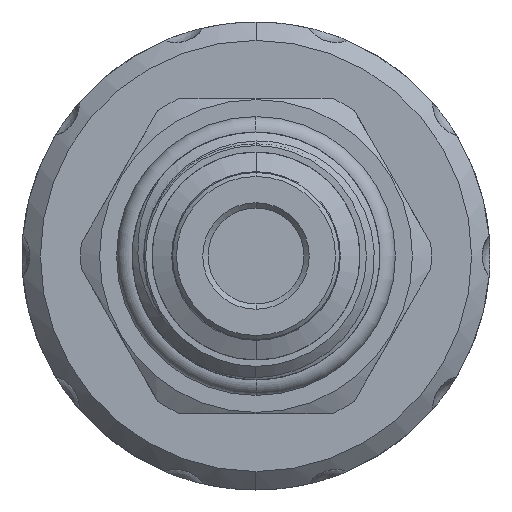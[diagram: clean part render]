
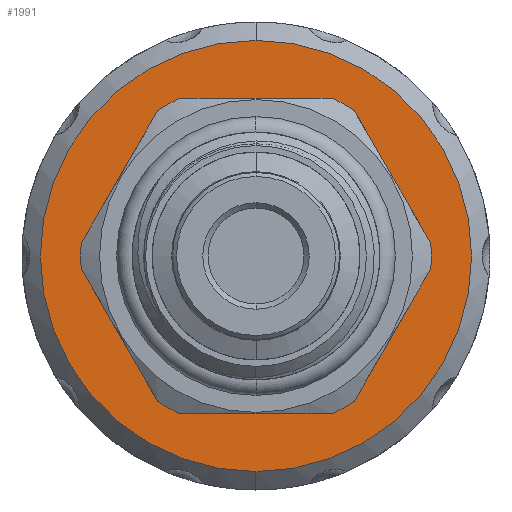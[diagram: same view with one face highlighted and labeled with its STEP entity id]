
A CAD part, left-side view. The second image highlights one B-rep face of the part: STEP entity #1991.
In plain terms, the highlighted planar face has unit normal (-1, 0, 0).
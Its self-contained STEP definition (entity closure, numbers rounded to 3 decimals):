
#555 = DIRECTION ( 'NONE',  ( 0., 0., -1. ) ) ;
#805 = ORIENTED_EDGE ( 'NONE', *, *, #32773, .F. ) ;
#1575 = CIRCLE ( 'NONE', #12855, 16.4 ) ;
#1991 = ADVANCED_FACE ( 'NONE', ( #30325, #33951 ), #30104, .F. ) ;
#2060 = AXIS2_PLACEMENT_3D ( 'NONE', #17454, #8796, #555 ) ;
#2296 = EDGE_LOOP ( 'NONE', ( #19280, #3861 ) ) ;
#2532 = DIRECTION ( 'NONE',  ( 1., 0., 0. ) ) ;
#2672 = AXIS2_PLACEMENT_3D ( 'NONE', #7230, #27433, #12954 ) ;
#3861 = ORIENTED_EDGE ( 'NONE', *, *, #21457, .T. ) ;
#4301 = EDGE_CURVE ( 'NONE', #23651, #22937, #24948, .T. ) ;
#7230 = CARTESIAN_POINT ( 'NONE',  ( 17.15, 0., 0. ) ) ;
#8796 = DIRECTION ( 'NONE',  ( 1., 0., 0. ) ) ;
#10457 = DIRECTION ( 'NONE',  ( 0., 0., -1. ) ) ;
#10882 = CARTESIAN_POINT ( 'NONE',  ( 17.15, 0., -16.4 ) ) ;
#12855 = AXIS2_PLACEMENT_3D ( 'NONE', #27846, #36381, #10457 ) ;
#12954 = DIRECTION ( 'NONE',  ( 0., 0., -1. ) ) ;
#13077 = CARTESIAN_POINT ( 'NONE',  ( 17.15, -11.85, 0. ) ) ;
#14299 = EDGE_CURVE ( 'NONE', #22831, #20931, #29742, .T. ) ;
#17381 = EDGE_LOOP ( 'NONE', ( #24105, #805 ) ) ;
#17454 = CARTESIAN_POINT ( 'NONE',  ( 17.15, 0., 0. ) ) ;
#19280 = ORIENTED_EDGE ( 'NONE', *, *, #4301, .T. ) ;
#19593 = DIRECTION ( 'NONE',  ( 0., 0., -1. ) ) ;
#20931 = VERTEX_POINT ( 'NONE', #34564 ) ;
#21457 = EDGE_CURVE ( 'NONE', #22937, #23651, #27517, .T. ) ;
#22737 = CARTESIAN_POINT ( 'NONE',  ( 17.15, 0., 0. ) ) ;
#22831 = VERTEX_POINT ( 'NONE', #10882 ) ;
#22937 = VERTEX_POINT ( 'NONE', #37187 ) ;
#23651 = VERTEX_POINT ( 'NONE', #13077 ) ;
#24105 = ORIENTED_EDGE ( 'NONE', *, *, #14299, .F. ) ;
#24528 = DIRECTION ( 'NONE',  ( 0., 0., -1. ) ) ;
#24948 = CIRCLE ( 'NONE', #2672, 11.85 ) ;
#27433 = DIRECTION ( 'NONE',  ( 1., 0., 0. ) ) ;
#27517 = CIRCLE ( 'NONE', #37180, 11.85 ) ;
#27846 = CARTESIAN_POINT ( 'NONE',  ( 17.15, 0., 0. ) ) ;
#29742 = CIRCLE ( 'NONE', #2060, 16.4 ) ;
#29983 = DIRECTION ( 'NONE',  ( 1., 0., 0. ) ) ;
#30104 = PLANE ( 'NONE',  #31613 ) ;
#30325 = FACE_OUTER_BOUND ( 'NONE', #17381, .T. ) ;
#30472 = CARTESIAN_POINT ( 'NONE',  ( 17.15, 0., -11.85 ) ) ;
#31613 = AXIS2_PLACEMENT_3D ( 'NONE', #30472, #29983, #24528 ) ;
#32773 = EDGE_CURVE ( 'NONE', #20931, #22831, #1575, .T. ) ;
#33951 = FACE_BOUND ( 'NONE', #2296, .T. ) ;
#34564 = CARTESIAN_POINT ( 'NONE',  ( 17.15, 0., 16.4 ) ) ;
#36381 = DIRECTION ( 'NONE',  ( 1., 0., 0. ) ) ;
#37180 = AXIS2_PLACEMENT_3D ( 'NONE', #22737, #2532, #19593 ) ;
#37187 = CARTESIAN_POINT ( 'NONE',  ( 17.15, 11.85, 0. ) ) ;
